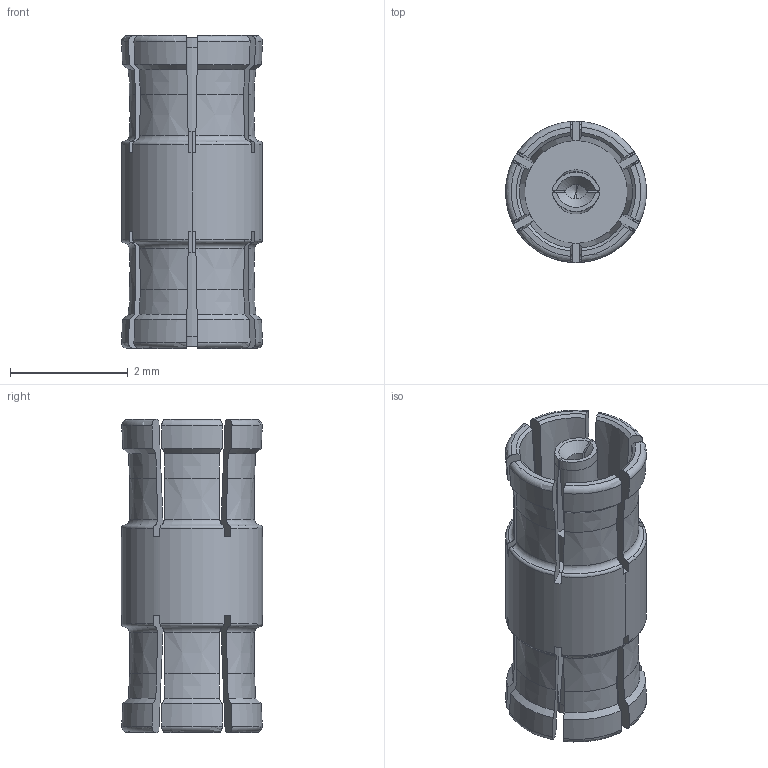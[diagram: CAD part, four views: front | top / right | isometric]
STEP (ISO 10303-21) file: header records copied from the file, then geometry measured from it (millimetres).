
FILE_DESCRIPTION (( 'STEP AP203' ), '1' );
FILE_NAME ('R201.705.000A.STEP', '2014-02-04T14:32:30', ( 'adminradiall' ), ( 'Microsoft' ), 'SwSTEP 2.0', 'SolidWorks 2011', '' );
FILE_SCHEMA (( 'CONFIG_CONTROL_DESIGN' ));
Length unit declared in the file: millimetre
Products named in the file (1): R201.705.000A
Bounding box: 2.4 x 2.4 x 5.33 mm (x, y, z)
Volume: 10.7 mm3; surface area: 89.6 mm2
Topology: 1 solids, 1 shells, 220 faces, 614 edges, 394 vertices
Faces by surface type: cone 92, plane 62, torus 36, bspline 16, cylinder 14
Entity records: 8593 total; most frequent: CARTESIAN_POINT 3420, ORIENTED_EDGE 1220, DIRECTION 930, EDGE_CURVE 610, AXIS2_PLACEMENT_3D 414, VERTEX_POINT 394, B_SPLINE_CURVE_WITH_KNOTS 227, EDGE_LOOP 222
